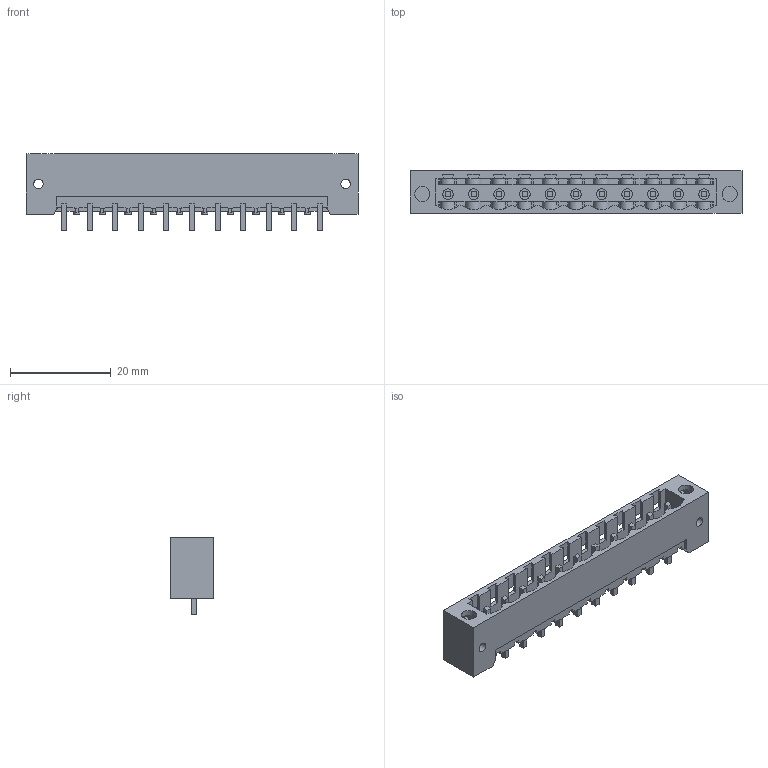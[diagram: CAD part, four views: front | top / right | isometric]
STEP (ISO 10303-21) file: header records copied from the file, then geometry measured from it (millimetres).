
FILE_DESCRIPTION(('CATIA V5 STEP Exchange','CAx-IF Rec.Pracs.--- Model Styling and Organization---1.2---2011-12-15'),'2;1');
FILE_NAME ('D1456986_0_1837900000_1837900000.stp','2018-03-21T09:55:51+00:00',('none'),('Weidmueller'),'CATIA Version 5-6 Release 2014','CATIA V5 STEP AP214','none');
FILE_SCHEMA(('AUTOMOTIVE_DESIGN { 1 0 10303 214 1 1 1 1 }'));
Length unit declared in the file: millimetre
Products named in the file (1): 1837900000
Bounding box: 65.88 x 8.43 x 15.2 mm (x, y, z)
Volume: 2472.3 mm3; surface area: 5899 mm2
Topology: 12 solids, 12 shells, 708 faces, 2222 edges, 1523 vertices
Faces by surface type: plane 582, cylinder 115, extrusion 11
Entity records: 25245 total; most frequent: CARTESIAN_POINT 5730, ORIENTED_EDGE 4444, DIRECTION 3403, EDGE_CURVE 2222, VECTOR 1814, LINE 1803, VERTEX_POINT 1523, AXIS2_PLACEMENT_3D 892
